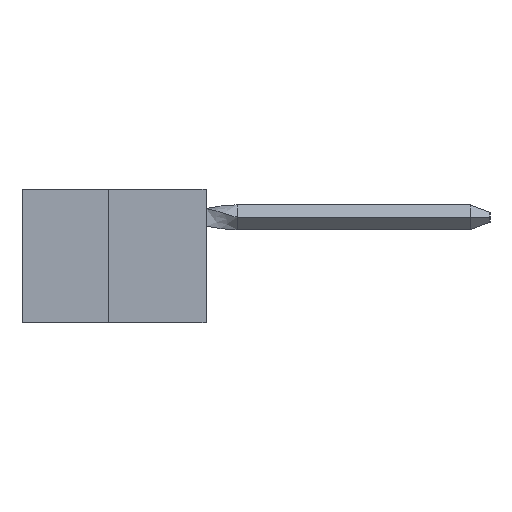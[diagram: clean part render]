
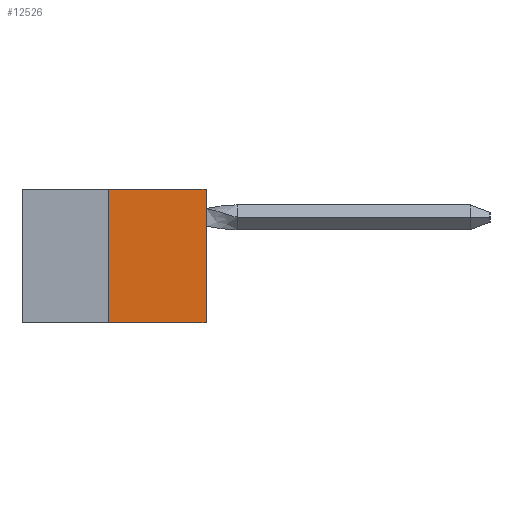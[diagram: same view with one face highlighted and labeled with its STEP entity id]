
A CAD part, left-side view. The second image highlights one B-rep face of the part: STEP entity #12526.
In plain terms, the highlighted planar face has unit normal (-1, 0, 0).
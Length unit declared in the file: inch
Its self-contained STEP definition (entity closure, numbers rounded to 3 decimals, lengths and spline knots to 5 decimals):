
#2769 = FACE_OUTER_BOUND ( 'NONE', #42607, .T. ) ;
#4608 = CARTESIAN_POINT ( 'NONE',  ( 0., 0.25, -0.343 ) ) ;
#4786 = DIRECTION ( 'NONE',  ( 0., 0., -1. ) ) ;
#6894 = CARTESIAN_POINT ( 'NONE',  ( 0., 0.473, -0.343 ) ) ;
#9968 = EDGE_CURVE ( 'NONE', #13094, #29638, #49834, .T. ) ;
#12526 = ADVANCED_FACE ( 'NONE', ( #2769 ), #51357, .F. ) ;
#12897 = CARTESIAN_POINT ( 'NONE',  ( 0., 0., 0. ) ) ;
#13070 = VECTOR ( 'NONE', #47089, 39.37008 ) ;
#13094 = VERTEX_POINT ( 'NONE', #55147 ) ;
#13525 = LINE ( 'NONE', #39783, #36903 ) ;
#14413 = AXIS2_PLACEMENT_3D ( 'NONE', #21123, #17373, #4786 ) ;
#15176 = DIRECTION ( 'NONE',  ( 0., -1., 0. ) ) ;
#17373 = DIRECTION ( 'NONE',  ( 1., 0., 0. ) ) ;
#18668 = DIRECTION ( 'NONE',  ( 0., -1., 0. ) ) ;
#19101 = VERTEX_POINT ( 'NONE', #52207 ) ;
#21123 = CARTESIAN_POINT ( 'NONE',  ( 0., 0.473, 0. ) ) ;
#21694 = VECTOR ( 'NONE', #15176, 39.37008 ) ;
#22253 = VERTEX_POINT ( 'NONE', #4608 ) ;
#24174 = CARTESIAN_POINT ( 'NONE',  ( 0., 0.25, 0. ) ) ;
#29638 = VERTEX_POINT ( 'NONE', #34319 ) ;
#30449 = ORIENTED_EDGE ( 'NONE', *, *, #48615, .F. ) ;
#34319 = CARTESIAN_POINT ( 'NONE',  ( 0., 0., 0. ) ) ;
#35773 = ORIENTED_EDGE ( 'NONE', *, *, #50708, .F. ) ;
#36903 = VECTOR ( 'NONE', #18668, 39.37008 ) ;
#37735 = EDGE_CURVE ( 'NONE', #22253, #13094, #38350, .T. ) ;
#38080 = ORIENTED_EDGE ( 'NONE', *, *, #9968, .T. ) ;
#38350 = LINE ( 'NONE', #6894, #21694 ) ;
#39783 = CARTESIAN_POINT ( 'NONE',  ( 0., 0.473, 0. ) ) ;
#40005 = VECTOR ( 'NONE', #49762, 39.37008 ) ;
#42607 = EDGE_LOOP ( 'NONE', ( #30449, #35773, #53243, #38080 ) ) ;
#47089 = DIRECTION ( 'NONE',  ( 0., 0., 1. ) ) ;
#48615 = EDGE_CURVE ( 'NONE', #19101, #29638, #13525, .T. ) ;
#49762 = DIRECTION ( 'NONE',  ( 0., 0., 1. ) ) ;
#49834 = LINE ( 'NONE', #12897, #13070 ) ;
#50708 = EDGE_CURVE ( 'NONE', #22253, #19101, #51351, .T. ) ;
#51351 = LINE ( 'NONE', #24174, #40005 ) ;
#51357 = PLANE ( 'NONE',  #14413 ) ;
#52207 = CARTESIAN_POINT ( 'NONE',  ( 0., 0.25, 0. ) ) ;
#53243 = ORIENTED_EDGE ( 'NONE', *, *, #37735, .T. ) ;
#55147 = CARTESIAN_POINT ( 'NONE',  ( 0., 0., -0.343 ) ) ;
